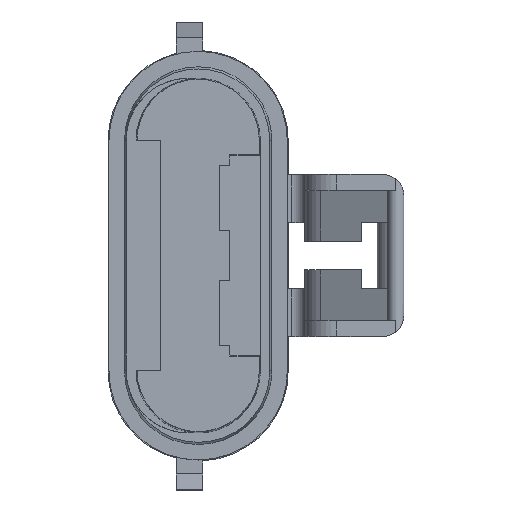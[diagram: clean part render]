
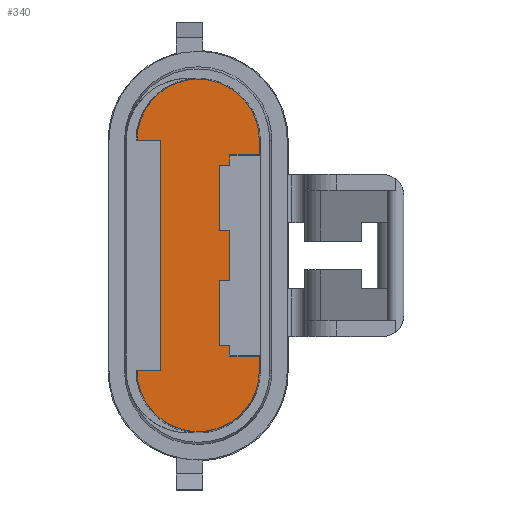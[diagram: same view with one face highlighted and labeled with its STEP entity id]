
A CAD part, top view. The second image highlights one B-rep face of the part: STEP entity #340.
In plain terms, the highlighted planar face has unit normal (0, 0, 1).
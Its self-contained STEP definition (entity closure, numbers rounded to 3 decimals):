
#209=FACE_OUTER_BOUND('',#583,.T.);
#340=ADVANCED_FACE('',(#209),#439,.F.);
#439=PLANE('',#2791);
#583=EDGE_LOOP('',(#1324,#1325,#1326,#1327,#1328,#1329,#1330,#1331,#1332,
#1333,#1334,#1335,#1336,#1337,#1338,#1339,#1340,#1341));
#661=CIRCLE('',#2789,5.736);
#662=CIRCLE('',#2790,5.736);
#1324=ORIENTED_EDGE('',*,*,#2019,.T.);
#1325=ORIENTED_EDGE('',*,*,#1984,.T.);
#1326=ORIENTED_EDGE('',*,*,#2011,.F.);
#1327=ORIENTED_EDGE('',*,*,#2020,.F.);
#1328=ORIENTED_EDGE('',*,*,#2021,.F.);
#1329=ORIENTED_EDGE('',*,*,#2013,.F.);
#1330=ORIENTED_EDGE('',*,*,#1974,.T.);
#1331=ORIENTED_EDGE('',*,*,#1971,.F.);
#1332=ORIENTED_EDGE('',*,*,#1968,.F.);
#1333=ORIENTED_EDGE('',*,*,#1966,.F.);
#1334=ORIENTED_EDGE('',*,*,#1963,.T.);
#1335=ORIENTED_EDGE('',*,*,#1960,.T.);
#1336=ORIENTED_EDGE('',*,*,#1956,.F.);
#1337=ORIENTED_EDGE('',*,*,#1953,.F.);
#1338=ORIENTED_EDGE('',*,*,#1950,.T.);
#1339=ORIENTED_EDGE('',*,*,#2018,.T.);
#1340=ORIENTED_EDGE('',*,*,#2022,.F.);
#1341=ORIENTED_EDGE('',*,*,#2023,.T.);
#1608=VERTEX_POINT('',#4192);
#1609=VERTEX_POINT('',#4194);
#1611=VERTEX_POINT('',#4200);
#1613=VERTEX_POINT('',#4206);
#1615=VERTEX_POINT('',#4211);
#1617=VERTEX_POINT('',#4217);
#1619=VERTEX_POINT('',#4223);
#1621=VERTEX_POINT('',#4230);
#1623=VERTEX_POINT('',#4236);
#1625=VERTEX_POINT('',#4242);
#1634=VERTEX_POINT('',#4261);
#1635=VERTEX_POINT('',#4263);
#1653=VERTEX_POINT('',#4319);
#1655=VERTEX_POINT('',#4325);
#1657=VERTEX_POINT('',#4333);
#1658=VERTEX_POINT('',#4337);
#1659=VERTEX_POINT('',#4339);
#1660=VERTEX_POINT('',#4342);
#1950=EDGE_CURVE('',#1609,#1608,#2242,.T.);
#1953=EDGE_CURVE('',#1609,#1611,#2245,.T.);
#1956=EDGE_CURVE('',#1611,#1613,#2248,.T.);
#1960=EDGE_CURVE('',#1615,#1613,#2252,.T.);
#1963=EDGE_CURVE('',#1617,#1615,#2255,.T.);
#1966=EDGE_CURVE('',#1617,#1619,#2258,.T.);
#1968=EDGE_CURVE('',#1619,#1621,#2260,.T.);
#1971=EDGE_CURVE('',#1621,#1623,#2263,.T.);
#1974=EDGE_CURVE('',#1625,#1623,#2266,.T.);
#1984=EDGE_CURVE('',#1635,#1634,#2276,.T.);
#2011=EDGE_CURVE('',#1653,#1634,#2296,.T.);
#2013=EDGE_CURVE('',#1625,#1655,#2298,.T.);
#2018=EDGE_CURVE('',#1608,#1657,#2303,.T.);
#2019=EDGE_CURVE('',#1658,#1635,#2304,.T.);
#2020=EDGE_CURVE('',#1659,#1653,#661,.T.);
#2021=EDGE_CURVE('',#1655,#1659,#2305,.T.);
#2022=EDGE_CURVE('',#1660,#1657,#2306,.T.);
#2023=EDGE_CURVE('',#1660,#1658,#662,.T.);
#2242=LINE('',#4193,#2518);
#2245=LINE('',#4199,#2521);
#2248=LINE('',#4205,#2524);
#2252=LINE('',#4213,#2528);
#2255=LINE('',#4219,#2531);
#2258=LINE('',#4225,#2534);
#2260=LINE('',#4229,#2536);
#2263=LINE('',#4235,#2539);
#2266=LINE('',#4241,#2542);
#2276=LINE('',#4262,#2552);
#2296=LINE('',#4320,#2572);
#2298=LINE('',#4324,#2574);
#2303=LINE('',#4334,#2579);
#2304=LINE('',#4336,#2580);
#2305=LINE('',#4340,#2581);
#2306=LINE('',#4341,#2582);
#2518=VECTOR('',#3332,1.);
#2521=VECTOR('',#3337,1.);
#2524=VECTOR('',#3342,1.);
#2528=VECTOR('',#3348,1.);
#2531=VECTOR('',#3353,1.);
#2534=VECTOR('',#3358,1.);
#2536=VECTOR('',#3362,1.);
#2539=VECTOR('',#3367,1.);
#2542=VECTOR('',#3372,1.);
#2552=VECTOR('',#3384,1.);
#2572=VECTOR('',#3434,1.);
#2574=VECTOR('',#3438,1.);
#2579=VECTOR('',#3447,1.);
#2580=VECTOR('',#3450,1.);
#2581=VECTOR('',#3453,1.);
#2582=VECTOR('',#3454,1.);
#2789=AXIS2_PLACEMENT_3D('',#4338,#3451,#3452);
#2790=AXIS2_PLACEMENT_3D('',#4343,#3455,#3456);
#2791=AXIS2_PLACEMENT_3D('',#4344,#3457,#3458);
#3332=DIRECTION('',(0.,1.,0.));
#3337=DIRECTION('',(-1.,0.,0.));
#3342=DIRECTION('',(0.,-1.,0.));
#3348=DIRECTION('',(-1.,0.,0.));
#3353=DIRECTION('',(0.,1.,0.));
#3358=DIRECTION('',(-1.,0.,0.));
#3362=DIRECTION('',(0.,-1.,0.));
#3367=DIRECTION('',(1.,0.,0.));
#3372=DIRECTION('',(0.,1.,0.));
#3384=DIRECTION('',(0.,-1.,0.));
#3434=DIRECTION('',(1.,0.,0.));
#3438=DIRECTION('',(1.,0.,0.));
#3447=DIRECTION('',(1.,0.,0.));
#3450=DIRECTION('',(1.,0.,0.));
#3451=DIRECTION('',(0.,0.,-1.));
#3452=DIRECTION('',(-1.,0.,0.));
#3453=DIRECTION('',(0.,-1.,0.));
#3454=DIRECTION('',(0.,-1.,0.));
#3455=DIRECTION('',(0.,0.,1.));
#3456=DIRECTION('',(-1.,0.,0.));
#3457=DIRECTION('',(0.,0.,-1.));
#3458=DIRECTION('',(-1.,0.,0.));
#4192=CARTESIAN_POINT('',(2.975,9.44,21.3));
#4193=CARTESIAN_POINT('',(2.975,10.8,21.3));
#4194=CARTESIAN_POINT('',(2.975,8.45,21.3));
#4199=CARTESIAN_POINT('',(1.975,8.45,21.3));
#4200=CARTESIAN_POINT('',(1.975,8.45,21.3));
#4205=CARTESIAN_POINT('',(1.975,7.075,21.3));
#4206=CARTESIAN_POINT('',(1.975,2.35,21.3));
#4211=CARTESIAN_POINT('',(2.975,2.35,21.3));
#4213=CARTESIAN_POINT('',(0.,2.35,21.3));
#4217=CARTESIAN_POINT('',(2.975,-2.35,21.3));
#4219=CARTESIAN_POINT('',(2.975,10.8,21.3));
#4223=CARTESIAN_POINT('',(1.975,-2.35,21.3));
#4225=CARTESIAN_POINT('',(1.975,-2.35,21.3));
#4229=CARTESIAN_POINT('',(1.975,-7.075,21.3));
#4230=CARTESIAN_POINT('',(1.975,-8.45,21.3));
#4235=CARTESIAN_POINT('',(1.975,-8.45,21.3));
#4236=CARTESIAN_POINT('',(2.975,-8.45,21.3));
#4241=CARTESIAN_POINT('',(2.975,10.8,21.3));
#4242=CARTESIAN_POINT('',(2.975,-9.44,21.3));
#4261=CARTESIAN_POINT('',(-3.5,-10.8,21.3));
#4262=CARTESIAN_POINT('',(-3.5,10.8,21.3));
#4263=CARTESIAN_POINT('',(-3.5,10.8,21.3));
#4319=CARTESIAN_POINT('',(-5.736,-10.8,21.3));
#4320=CARTESIAN_POINT('',(0.,-10.8,21.3));
#4324=CARTESIAN_POINT('',(5.34,-9.44,21.3));
#4325=CARTESIAN_POINT('',(5.736,-9.44,21.3));
#4333=CARTESIAN_POINT('',(5.736,9.44,21.3));
#4334=CARTESIAN_POINT('',(0.,9.44,21.3));
#4336=CARTESIAN_POINT('',(0.,10.8,21.3));
#4337=CARTESIAN_POINT('',(-5.736,10.8,21.3));
#4338=CARTESIAN_POINT('',(0.,-10.8,21.3));
#4339=CARTESIAN_POINT('',(5.736,-10.8,21.3));
#4340=CARTESIAN_POINT('',(5.736,5.4,21.3));
#4341=CARTESIAN_POINT('',(5.736,10.8,21.3));
#4342=CARTESIAN_POINT('',(5.736,10.8,21.3));
#4343=CARTESIAN_POINT('',(0.,10.8,21.3));
#4344=CARTESIAN_POINT('',(0.,10.8,21.3));
